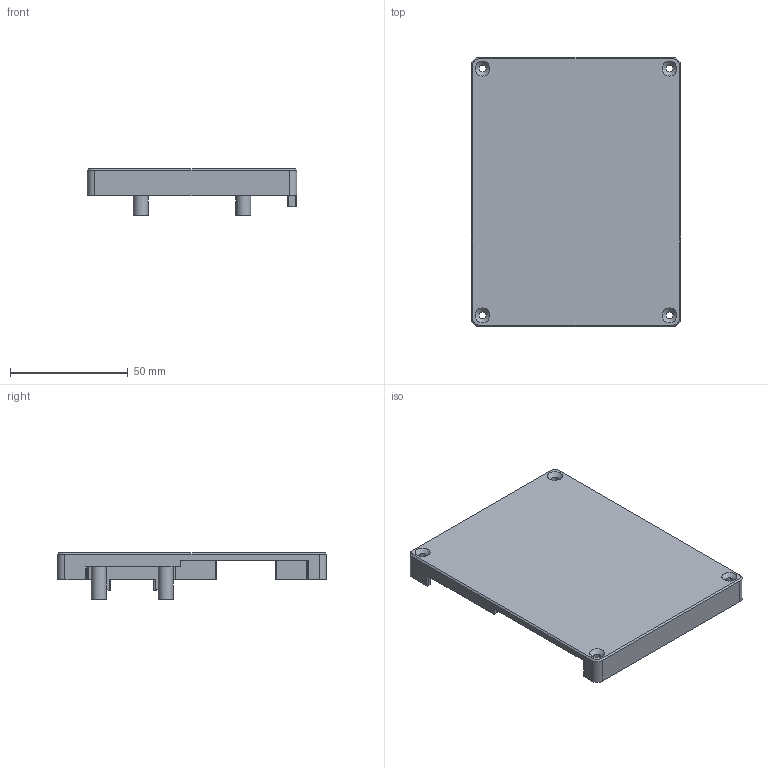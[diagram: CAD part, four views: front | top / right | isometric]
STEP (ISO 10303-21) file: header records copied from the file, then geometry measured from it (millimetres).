
FILE_DESCRIPTION(/* description */ (''),/* implementation_level */ '2;1');
FILE_NAME(/* name */ 'Jag X100 stereo relay box v33 top.step',/* time_stamp */ '2024-03-16T13:57:10-04:00',/* author */ (''),/* organization */ (''),/* preprocessor_version */ 'ST-DEVELOPER v20',/* originating_system */ 'Autodesk Translation Framework v12.20.1.177',/* authorisation */ '');
FILE_SCHEMA (('AUTOMOTIVE_DESIGN { 1 0 10303 214 3 1 1 }'));
Length unit declared in the file: inch
Products named in the file (2): stereo   switch box; Component6
Assembly tree (1 placements, depth 2):
  stereo   switch box
    Component6
Bounding box: 88.9 x 114.3 x 19.86 mm (x, y, z)
Volume: 30224.4 mm3; surface area: 28700.9 mm2
Topology: 1 solids, 1 shells, 148 faces, 362 edges, 222 vertices
Faces by surface type: cylinder 63, plane 50, cone 16, torus 10, sphere 7, bspline 2
Full cylindrical faces by diameter (mm): 3.048 x4, 3.175 x4, 6.35 x4
Entity records: 4520 total; most frequent: CARTESIAN_POINT 860, DIRECTION 817, ORIENTED_EDGE 720, EDGE_CURVE 360, AXIS2_PLACEMENT_3D 311, VERTEX_POINT 222, LINE 195, VECTOR 195
